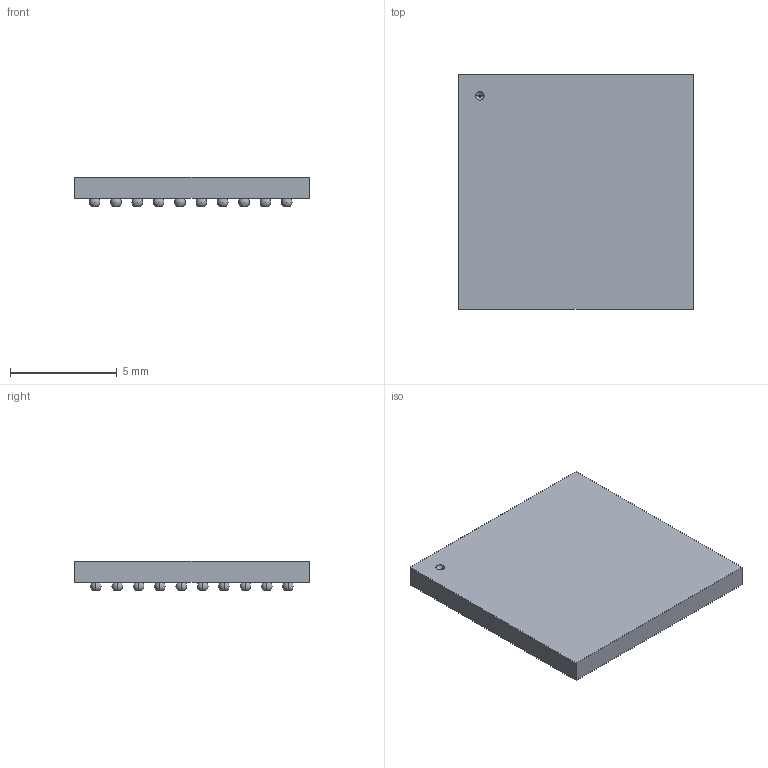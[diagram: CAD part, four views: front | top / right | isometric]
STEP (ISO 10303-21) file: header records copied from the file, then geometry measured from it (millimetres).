
FILE_DESCRIPTION (( 'STEP AP214' ), '1' );
FILE_NAME ('User Library-LBGA100.STEP', '2021-01-25T06:18:20', ( '' ), ( '' ), 'SwSTEP 2.0', 'SolidWorks 2020', '' );
FILE_SCHEMA (( 'AUTOMOTIVE_DESIGN' ));
Length unit declared in the file: millimetre
Products named in the file (1): User Library-LBGA100
Bounding box: 11 x 11 x 1.4 mm (x, y, z)
Volume: 127.1 mm3; surface area: 362.7 mm2
Topology: 101 solids, 101 shells, 409 faces, 1118 edges, 712 vertices
Faces by surface type: plane 207, sphere 200, torus 2
Entity records: 14805 total; most frequent: DIRECTION 2044, CARTESIAN_POINT 1440, ORIENTED_EDGE 1236, AXIS2_PLACEMENT_3D 1016, EDGE_CURVE 618, CIRCLE 606, UNCERTAINTY_MEASURE_WITH_UNIT 506, MECHANICAL_DESIGN_GEOMETRIC_PRESENTATION_REPRESENTATION 505
